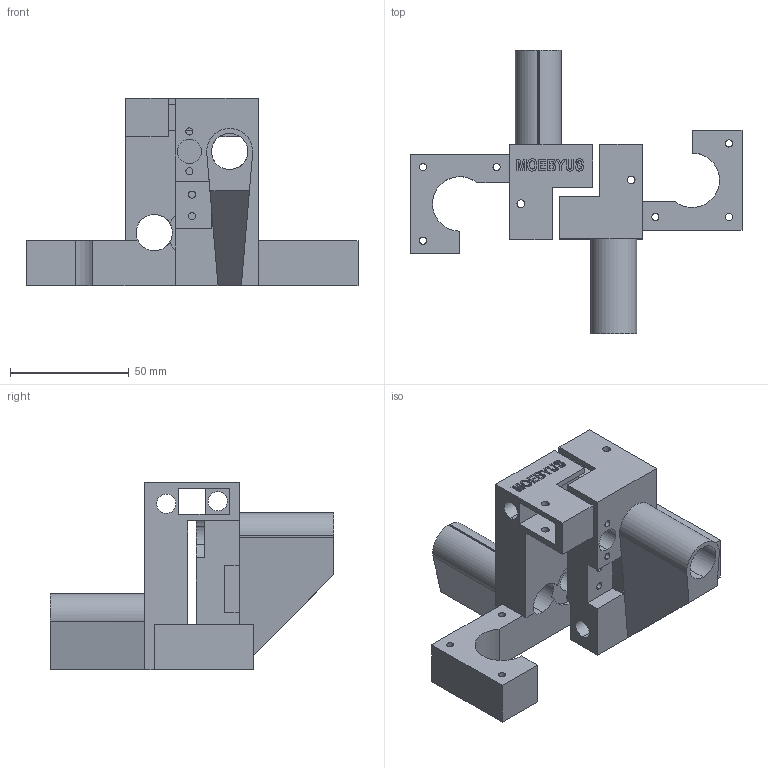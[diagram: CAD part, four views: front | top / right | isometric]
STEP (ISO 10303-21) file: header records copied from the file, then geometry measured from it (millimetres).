
FILE_DESCRIPTION (( 'STEP AP203' ), '1' );
FILE_NAME ('Pieza6.STEP', '2015-09-09T10:08:00', ( '' ), ( '' ), 'SwSTEP 2.0', 'SolidWorks 2014', '' );
FILE_SCHEMA (( 'CONFIG_CONTROL_DESIGN' ));
Length unit declared in the file: millimetre
Products named in the file (1): Pieza6
Bounding box: 140 x 119.7 x 78.96 mm (x, y, z)
Volume: 142863.4 mm3; surface area: 53778 mm2
Topology: 2 solids, 2 shells, 310 faces, 836 edges, 555 vertices
Faces by surface type: plane 202, cylinder 78, bspline 30
Entity records: 11485 total; most frequent: CARTESIAN_POINT 3579, ORIENTED_EDGE 1672, DIRECTION 1495, EDGE_CURVE 836, LINE 607, VECTOR 607, VERTEX_POINT 555, AXIS2_PLACEMENT_3D 444
